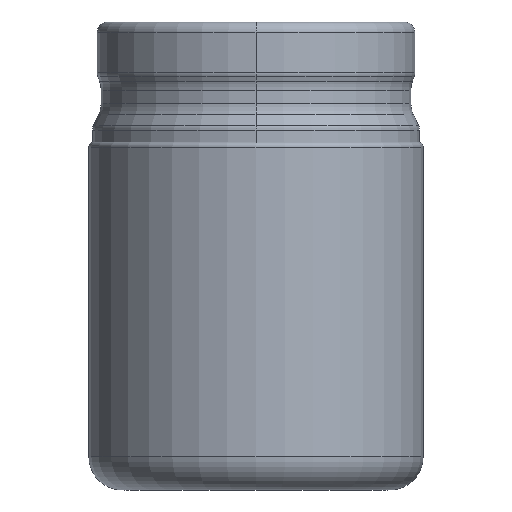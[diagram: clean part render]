
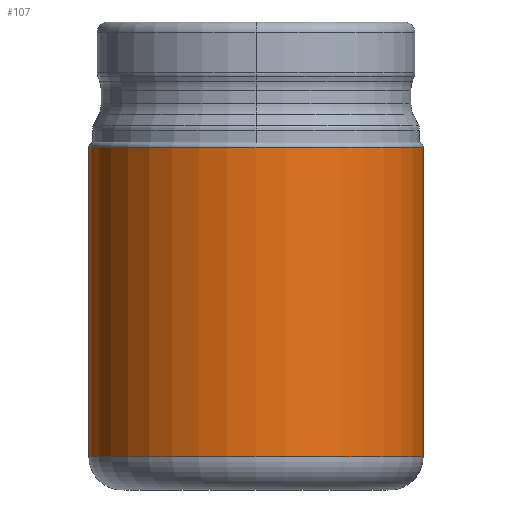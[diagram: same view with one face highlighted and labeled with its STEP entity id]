
A CAD part, front view. The second image highlights one B-rep face of the part: STEP entity #107.
In plain terms, the highlighted cylindrical face has radius 31.75 mm (diameter 63.5 mm), a partial arc.
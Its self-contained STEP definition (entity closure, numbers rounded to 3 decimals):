
#83=CYLINDRICAL_SURFACE('',#1276,31.75);
#107=ADVANCED_FACE('',(#219),#83,.T.);
#219=FACE_OUTER_BOUND('',#293,.T.);
#293=EDGE_LOOP('',(#388,#389,#390,#391));
#388=ORIENTED_EDGE('',*,*,#791,.T.);
#389=ORIENTED_EDGE('',*,*,#788,.T.);
#390=ORIENTED_EDGE('',*,*,#782,.F.);
#391=ORIENTED_EDGE('',*,*,#790,.F.);
#696=VERTEX_POINT('',#2022);
#697=VERTEX_POINT('',#2023);
#700=VERTEX_POINT('',#2034);
#701=VERTEX_POINT('',#2036);
#782=EDGE_CURVE('',#696,#697,#953,.T.);
#788=EDGE_CURVE('',#700,#697,#1114,.T.);
#790=EDGE_CURVE('',#701,#696,#1115,.T.);
#791=EDGE_CURVE('',#701,#700,#960,.T.);
#953=CIRCLE('',#1265,31.75);
#960=CIRCLE('',#1275,31.75);
#1114=LINE('',#2033,#1157);
#1115=LINE('',#2037,#1158);
#1157=VECTOR('',#1508,1.);
#1158=VECTOR('',#1511,1.);
#1265=AXIS2_PLACEMENT_3D('',#2021,#1492,#1493);
#1275=AXIS2_PLACEMENT_3D('',#2039,#1514,#1515);
#1276=AXIS2_PLACEMENT_3D('',#2040,#1516,#1517);
#1492=DIRECTION('',(0.,0.,1.));
#1493=DIRECTION('',(-1.,0.,0.));
#1508=DIRECTION('',(0.,0.,1.));
#1511=DIRECTION('',(0.,0.,1.));
#1514=DIRECTION('',(0.,0.,1.));
#1515=DIRECTION('',(-1.,0.,0.));
#1516=DIRECTION('',(0.,0.,1.));
#1517=DIRECTION('',(1.,0.,0.));
#2021=CARTESIAN_POINT('',(0.,0.,-23.773));
#2022=CARTESIAN_POINT('',(-31.75,0.,-23.773));
#2023=CARTESIAN_POINT('',(31.75,0.,-23.773));
#2033=CARTESIAN_POINT('',(31.75,0.,-82.55));
#2034=CARTESIAN_POINT('',(31.75,0.,-82.55));
#2036=CARTESIAN_POINT('',(-31.75,0.,-82.55));
#2037=CARTESIAN_POINT('',(-31.75,0.,-82.55));
#2039=CARTESIAN_POINT('',(0.,0.,-82.55));
#2040=CARTESIAN_POINT('',(0.,0.,-88.833));
